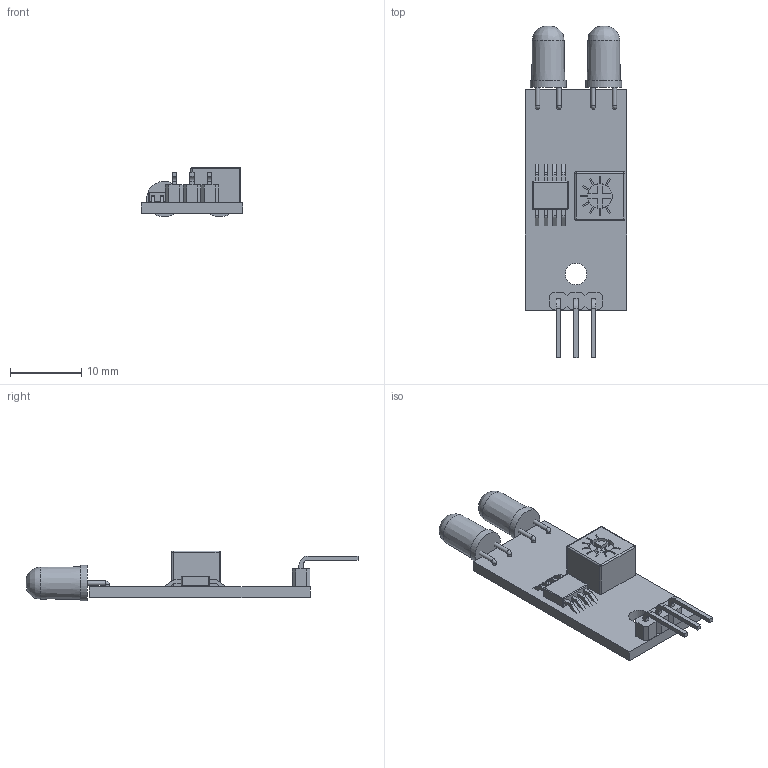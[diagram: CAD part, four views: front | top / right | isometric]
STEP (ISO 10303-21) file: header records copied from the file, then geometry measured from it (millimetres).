
FILE_DESCRIPTION(/* description */ (''),/* implementation_level */ '2;1');
FILE_NAME(/* name */ 'HW-201 v4 v1.step',/* time_stamp */ '2022-11-30T19:33:51-07:00',/* author */ (''),/* organization */ (''),/* preprocessor_version */ 'ST-DEVELOPER v19.2',/* originating_system */ 'Autodesk Translation Framework v11.17.0.187',/* authorisation */ '');
FILE_SCHEMA (('AUTOMOTIVE_DESIGN { 1 0 10303 214 3 1 1 }'));
Length unit declared in the file: millimetre
Products named in the file (1): HW-201 v4
Bounding box: 14.2 x 46.6 x 7 mm (x, y, z)
Volume: 1263.1 mm3; surface area: 1951.8 mm2
Topology: 22 solids, 22 shells, 271 faces, 640 edges, 406 vertices
Faces by surface type: plane 195, cylinder 56, sphere 12, bspline 6, cone 2
Full cylindrical faces by diameter (mm): 0.6 x8, 3 x1, 3.494 x1, 5 x2
Entity records: 7826 total; most frequent: CARTESIAN_POINT 1442, DIRECTION 1322, ORIENTED_EDGE 1264, EDGE_CURVE 632, LINE 474, VECTOR 474, AXIS2_PLACEMENT_3D 424, VERTEX_POINT 406
